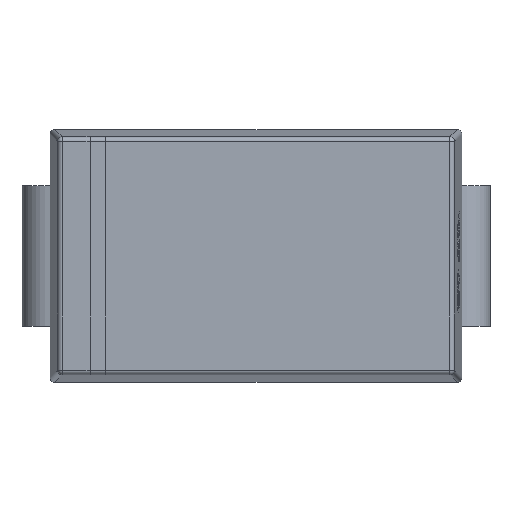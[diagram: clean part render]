
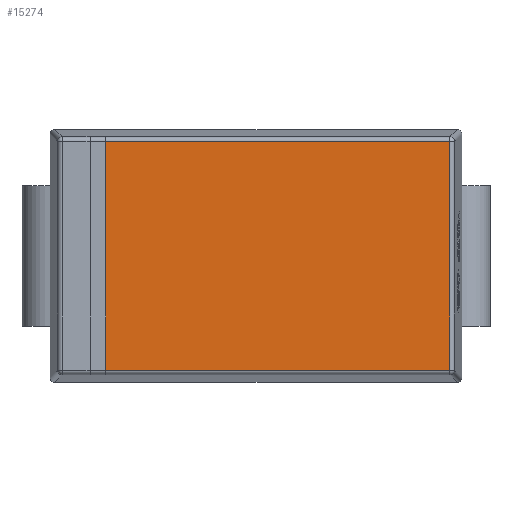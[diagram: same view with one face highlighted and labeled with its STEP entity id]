
A CAD part, top view. The second image highlights one B-rep face of the part: STEP entity #15274.
In plain terms, the highlighted planar face has unit normal (0, 0, 1).
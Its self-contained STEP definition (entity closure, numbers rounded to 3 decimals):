
#248 = CARTESIAN_POINT ( 'NONE',  ( 2.071, 1.221, 0.95 ) ) ;
#409 = ORIENTED_EDGE ( 'NONE', *, *, #14049, .T. ) ;
#1075 = VECTOR ( 'NONE', #8628, 1000. ) ;
#1968 = CARTESIAN_POINT ( 'NONE',  ( 0., -1.221, 0.95 ) ) ;
#2612 = CARTESIAN_POINT ( 'NONE',  ( -1.607, 0., 0.95 ) ) ;
#4707 = ORIENTED_EDGE ( 'NONE', *, *, #5882, .T. ) ;
#5053 = VECTOR ( 'NONE', #8841, 1000. ) ;
#5226 = EDGE_CURVE ( 'NONE', #15242, #7058, #10070, .T. ) ;
#5882 = EDGE_CURVE ( 'NONE', #16489, #15242, #16549, .T. ) ;
#6430 = DIRECTION ( 'NONE',  ( -1., 0., 0. ) ) ;
#7058 = VERTEX_POINT ( 'NONE', #9205 ) ;
#7061 = FACE_OUTER_BOUND ( 'NONE', #9667, .T. ) ;
#7978 = DIRECTION ( 'NONE',  ( 0., 1., 0. ) ) ;
#8029 = ORIENTED_EDGE ( 'NONE', *, *, #16327, .F. ) ;
#8628 = DIRECTION ( 'NONE',  ( -1., 0., 0. ) ) ;
#8841 = DIRECTION ( 'NONE',  ( 1., 0., 0. ) ) ;
#9096 = ORIENTED_EDGE ( 'NONE', *, *, #5226, .T. ) ;
#9205 = CARTESIAN_POINT ( 'NONE',  ( -1.607, 1.221, 0.95 ) ) ;
#9266 = VERTEX_POINT ( 'NONE', #14014 ) ;
#9667 = EDGE_LOOP ( 'NONE', ( #8029, #409, #4707, #9096 ) ) ;
#9807 = CARTESIAN_POINT ( 'NONE',  ( 2.071, 0., 0.95 ) ) ;
#10070 = LINE ( 'NONE', #17060, #1075 ) ;
#10849 = LINE ( 'NONE', #2612, #11933 ) ;
#11933 = VECTOR ( 'NONE', #7978, 1000. ) ;
#12472 = PLANE ( 'NONE',  #16102 ) ;
#13151 = DIRECTION ( 'NONE',  ( 0., 0., -1. ) ) ;
#14014 = CARTESIAN_POINT ( 'NONE',  ( -1.607, -1.221, 0.95 ) ) ;
#14049 = EDGE_CURVE ( 'NONE', #9266, #16489, #16828, .T. ) ;
#15242 = VERTEX_POINT ( 'NONE', #248 ) ;
#15274 = ADVANCED_FACE ( 'NONE', ( #7061 ), #12472, .F. ) ;
#16102 = AXIS2_PLACEMENT_3D ( 'NONE', #17034, #13151, #6430 ) ;
#16327 = EDGE_CURVE ( 'NONE', #9266, #7058, #10849, .T. ) ;
#16489 = VERTEX_POINT ( 'NONE', #17081 ) ;
#16549 = LINE ( 'NONE', #9807, #16723 ) ;
#16631 = DIRECTION ( 'NONE',  ( 0., 1., 0. ) ) ;
#16723 = VECTOR ( 'NONE', #16631, 1000. ) ;
#16828 = LINE ( 'NONE', #1968, #5053 ) ;
#17034 = CARTESIAN_POINT ( 'NONE',  ( 0., 0., 0.95 ) ) ;
#17060 = CARTESIAN_POINT ( 'NONE',  ( 0., 1.221, 0.95 ) ) ;
#17081 = CARTESIAN_POINT ( 'NONE',  ( 2.071, -1.221, 0.95 ) ) ;
